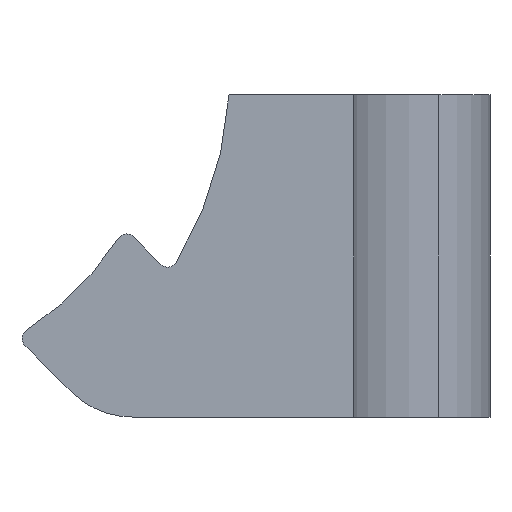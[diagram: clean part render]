
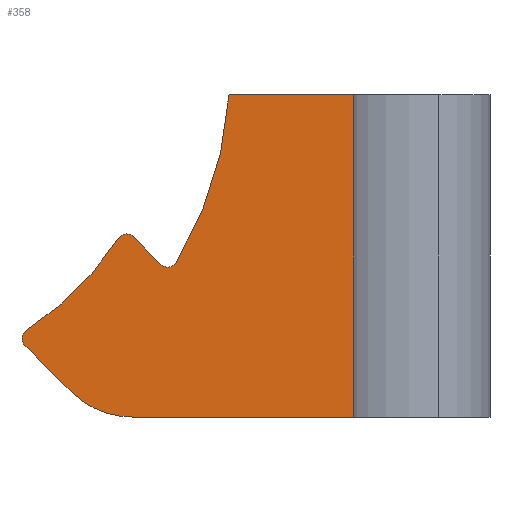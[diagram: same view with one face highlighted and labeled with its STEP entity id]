
A CAD part, front view. The second image highlights one B-rep face of the part: STEP entity #358.
In plain terms, the highlighted planar face has unit normal (0, -1, 0).
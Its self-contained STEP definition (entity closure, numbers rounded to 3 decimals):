
#23=PLANE('',#406);
#39=FACE_OUTER_BOUND('',#59,.T.);
#59=EDGE_LOOP('',(#290,#291,#292,#293,#294,#295,#296,#297,#298,#299,#300,
#301));
#69=LINE('',#542,#100);
#77=LINE('',#567,#108);
#82=LINE('',#583,#113);
#87=LINE('',#598,#118);
#90=LINE('',#604,#121);
#94=LINE('',#620,#125);
#100=VECTOR('',#430,10.);
#108=VECTOR('',#454,10.);
#113=VECTOR('',#469,10.);
#118=VECTOR('',#482,10.);
#121=VECTOR('',#487,10.);
#125=VECTOR('',#507,10.);
#135=CIRCLE('',#392,0.4);
#137=CIRCLE('',#396,0.4);
#139=CIRCLE('',#401,0.4);
#141=CIRCLE('',#404,12.5);
#143=CIRCLE('',#407,3.5);
#144=CIRCLE('',#408,15.);
#152=VERTEX_POINT('',#539);
#153=VERTEX_POINT('',#541);
#162=VERTEX_POINT('',#566);
#164=VERTEX_POINT('',#573);
#165=VERTEX_POINT('',#574);
#168=VERTEX_POINT('',#582);
#170=VERTEX_POINT('',#588);
#173=VERTEX_POINT('',#595);
#174=VERTEX_POINT('',#597);
#176=VERTEX_POINT('',#603);
#178=VERTEX_POINT('',#609);
#180=VERTEX_POINT('',#618);
#187=EDGE_CURVE('',#153,#152,#69,.T.);
#199=EDGE_CURVE('',#152,#162,#77,.T.);
#203=EDGE_CURVE('',#164,#165,#135,.T.);
#207=EDGE_CURVE('',#165,#168,#82,.T.);
#210=EDGE_CURVE('',#168,#170,#137,.T.);
#214=EDGE_CURVE('',#174,#173,#87,.T.);
#217=EDGE_CURVE('',#176,#174,#90,.T.);
#220=EDGE_CURVE('',#178,#176,#139,.T.);
#223=EDGE_CURVE('',#170,#178,#141,.T.);
#225=EDGE_CURVE('',#173,#180,#143,.T.);
#226=EDGE_CURVE('',#180,#153,#94,.T.);
#227=EDGE_CURVE('',#162,#164,#144,.T.);
#290=ORIENTED_EDGE('',*,*,#225,.T.);
#291=ORIENTED_EDGE('',*,*,#226,.T.);
#292=ORIENTED_EDGE('',*,*,#187,.T.);
#293=ORIENTED_EDGE('',*,*,#199,.T.);
#294=ORIENTED_EDGE('',*,*,#227,.T.);
#295=ORIENTED_EDGE('',*,*,#203,.T.);
#296=ORIENTED_EDGE('',*,*,#207,.T.);
#297=ORIENTED_EDGE('',*,*,#210,.T.);
#298=ORIENTED_EDGE('',*,*,#223,.T.);
#299=ORIENTED_EDGE('',*,*,#220,.T.);
#300=ORIENTED_EDGE('',*,*,#217,.T.);
#301=ORIENTED_EDGE('',*,*,#214,.T.);
#358=ADVANCED_FACE('',(#39),#23,.T.);
#392=AXIS2_PLACEMENT_3D('',#575,#461,#462);
#396=AXIS2_PLACEMENT_3D('',#589,#474,#475);
#401=AXIS2_PLACEMENT_3D('',#610,#492,#493);
#404=AXIS2_PLACEMENT_3D('',#615,#499,#500);
#406=AXIS2_PLACEMENT_3D('',#617,#503,#504);
#407=AXIS2_PLACEMENT_3D('',#619,#505,#506);
#408=AXIS2_PLACEMENT_3D('',#621,#508,#509);
#430=DIRECTION('',(0.,0.,1.));
#454=DIRECTION('',(-1.,0.,0.));
#461=DIRECTION('center_axis',(0.,1.,0.));
#462=DIRECTION('ref_axis',(-0.707,0.,-0.707));
#469=DIRECTION('',(-0.707,0.,0.707));
#474=DIRECTION('center_axis',(0.,-1.,0.));
#475=DIRECTION('ref_axis',(0.707,0.,0.707));
#482=DIRECTION('',(0.707,0.,-0.707));
#487=DIRECTION('',(0.707,0.,-0.707));
#492=DIRECTION('center_axis',(0.,-1.,0.));
#493=DIRECTION('ref_axis',(-0.543,0.,0.839));
#499=DIRECTION('center_axis',(0.,1.,0.));
#500=DIRECTION('ref_axis',(0.543,0.,-0.839));
#503=DIRECTION('center_axis',(0.,-1.,0.));
#504=DIRECTION('ref_axis',(0.,0.,1.));
#505=DIRECTION('center_axis',(0.,-1.,0.));
#506=DIRECTION('ref_axis',(-0.383,0.,-0.924));
#507=DIRECTION('',(1.,0.,0.));
#508=DIRECTION('center_axis',(0.,1.,0.));
#509=DIRECTION('ref_axis',(0.856,0.,-0.517));
#539=CARTESIAN_POINT('',(20.,20.,-1.));
#541=CARTESIAN_POINT('',(20.,20.,-14.));
#542=CARTESIAN_POINT('',(20.,20.,-7.5));
#566=CARTESIAN_POINT('',(14.967,20.,-1.));
#567=CARTESIAN_POINT('',(23.789,20.,-1.));
#573=CARTESIAN_POINT('',(12.84,20.,-7.755));
#574=CARTESIAN_POINT('',(12.215,20.,-7.831));
#575=CARTESIAN_POINT('Origin',(12.498,20.,-7.548));
#582=CARTESIAN_POINT('',(11.112,20.,-6.728));
#583=CARTESIAN_POINT('',(14.453,20.,-10.069));
#588=CARTESIAN_POINT('',(10.493,20.,-6.793));
#589=CARTESIAN_POINT('Origin',(10.829,20.,-7.01));
#595=CARTESIAN_POINT('',(8.591,20.,-12.975));
#597=CARTESIAN_POINT('',(7.279,20.,-11.663));
#598=CARTESIAN_POINT('',(9.794,20.,-14.178));
#603=CARTESIAN_POINT('',(6.728,20.,-11.112));
#604=CARTESIAN_POINT('',(9.518,20.,-13.902));
#609=CARTESIAN_POINT('',(6.793,20.,-10.493));
#610=CARTESIAN_POINT('Origin',(7.01,20.,-10.829));
#615=CARTESIAN_POINT('Origin',(0.,20.,0.));
#617=CARTESIAN_POINT('Origin',(15.,20.,-14.));
#618=CARTESIAN_POINT('',(11.066,20.,-14.));
#619=CARTESIAN_POINT('Origin',(11.066,20.,-10.5));
#620=CARTESIAN_POINT('',(12.308,20.,-14.));
#621=CARTESIAN_POINT('Origin',(0.,20.,0.));
